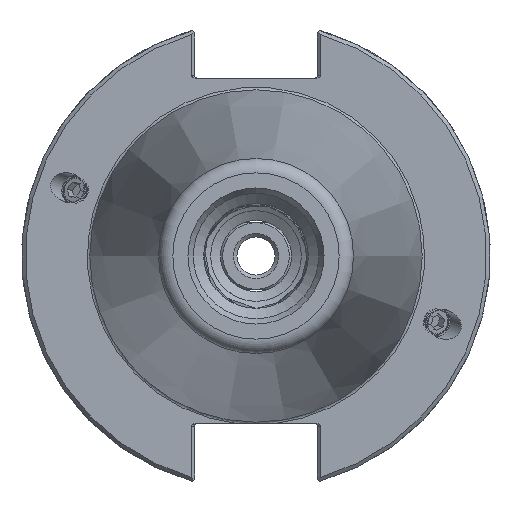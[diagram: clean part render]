
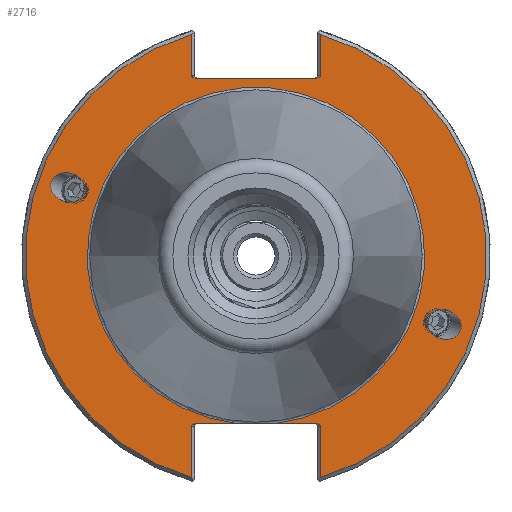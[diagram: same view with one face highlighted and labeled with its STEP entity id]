
A CAD part, left-side view. The second image highlights one B-rep face of the part: STEP entity #2716.
In plain terms, the highlighted planar face has unit normal (-1, 0, 0).
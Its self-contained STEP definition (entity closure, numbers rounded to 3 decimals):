
#650=CARTESIAN_POINT('',(3.175,-35.971,-13.092));
#651=VERTEX_POINT('',#650);
#652=CARTESIAN_POINT('',(3.175,-39.467,-14.365));
#653=DIRECTION('',(1.0,0.0,0.0));
#654=DIRECTION('',(0.0,-0.94,-0.342));
#655=AXIS2_PLACEMENT_3D('',#652,#653,#654);
#656=ELLIPSE('',#655,3.721,3.048);
#657=EDGE_CURVE('',#651,#651,#656,.T.);
#730=CARTESIAN_POINT('',(3.175,35.971,13.092));
#731=VERTEX_POINT('',#730);
#732=CARTESIAN_POINT('',(3.175,39.467,14.365));
#733=DIRECTION('',(1.0,0.0,0.0));
#734=DIRECTION('',(0.0,0.94,0.342));
#735=AXIS2_PLACEMENT_3D('',#732,#733,#734);
#736=ELLIPSE('',#735,3.721,3.048);
#737=EDGE_CURVE('',#731,#731,#736,.T.);
#1454=CARTESIAN_POINT('',(3.175,13.526,37.897));
#1455=VERTEX_POINT('',#1454);
#1462=CARTESIAN_POINT('',(3.175,12.807,37.389));
#1463=VERTEX_POINT('',#1462);
#1464=CARTESIAN_POINT('',(3.175,12.807,37.897));
#1465=DIRECTION('',(-1.0,0.0,0.0));
#1466=DIRECTION('',(0.0,1.0,0.0));
#1467=AXIS2_PLACEMENT_3D('',#1464,#1465,#1466);
#1468=ELLIPSE('',#1467,0.718,0.508);
#1469=EDGE_CURVE('',#1455,#1463,#1468,.T.);
#1565=CARTESIAN_POINT('',(3.175,13.526,46.524));
#1566=VERTEX_POINT('',#1565);
#1573=CARTESIAN_POINT('',(3.175,13.526,46.524));
#1574=DIRECTION('',(0.0,0.0,-1.0));
#1575=VECTOR('',#1574,8.628);
#1576=LINE('',#1573,#1575);
#1577=EDGE_CURVE('',#1566,#1455,#1576,.T.);
#1747=CARTESIAN_POINT('',(3.175,12.807,-35.255));
#1748=VERTEX_POINT('',#1747);
#1755=CARTESIAN_POINT('',(3.175,13.526,-35.763));
#1756=VERTEX_POINT('',#1755);
#1757=CARTESIAN_POINT('',(3.175,12.807,-35.763));
#1758=DIRECTION('',(-1.0,0.0,0.0));
#1759=DIRECTION('',(0.0,1.0,0.0));
#1760=AXIS2_PLACEMENT_3D('',#1757,#1758,#1759);
#1761=ELLIPSE('',#1760,0.718,0.508);
#1762=EDGE_CURVE('',#1748,#1756,#1761,.T.);
#1891=CARTESIAN_POINT('',(3.175,13.526,-46.524));
#1892=VERTEX_POINT('',#1891);
#1893=CARTESIAN_POINT('',(3.175,13.526,-35.763));
#1894=DIRECTION('',(0.0,0.0,-1.0));
#1895=VECTOR('',#1894,10.761);
#1896=LINE('',#1893,#1895);
#1897=EDGE_CURVE('',#1756,#1892,#1896,.T.);
#1922=CARTESIAN_POINT('',(3.175,-13.525,-35.763));
#1923=VERTEX_POINT('',#1922);
#1924=CARTESIAN_POINT('',(3.175,-12.807,-35.255));
#1925=VERTEX_POINT('',#1924);
#1926=CARTESIAN_POINT('',(3.175,-12.807,-35.763));
#1927=DIRECTION('',(-1.0,0.0,0.0));
#1928=DIRECTION('',(0.0,-1.0,0.0));
#1929=AXIS2_PLACEMENT_3D('',#1926,#1927,#1928);
#1930=ELLIPSE('',#1929,0.718,0.508);
#1931=EDGE_CURVE('',#1923,#1925,#1930,.T.);
#2035=CARTESIAN_POINT('',(3.175,-13.525,-46.524));
#2036=VERTEX_POINT('',#2035);
#2043=CARTESIAN_POINT('',(3.175,-13.525,-46.524));
#2044=DIRECTION('',(0.0,0.0,1.0));
#2045=VECTOR('',#2044,10.761);
#2046=LINE('',#2043,#2045);
#2047=EDGE_CURVE('',#2036,#1923,#2046,.T.);
#2233=CARTESIAN_POINT('',(3.175,-12.807,37.389));
#2234=VERTEX_POINT('',#2233);
#2241=CARTESIAN_POINT('',(3.175,-13.525,37.897));
#2242=VERTEX_POINT('',#2241);
#2243=CARTESIAN_POINT('',(3.175,-12.807,37.897));
#2244=DIRECTION('',(-1.0,0.0,0.0));
#2245=DIRECTION('',(0.0,-1.0,0.0));
#2246=AXIS2_PLACEMENT_3D('',#2243,#2244,#2245);
#2247=ELLIPSE('',#2246,0.718,0.508);
#2248=EDGE_CURVE('',#2234,#2242,#2247,.T.);
#2362=CARTESIAN_POINT('',(3.175,-13.525,46.524));
#2363=VERTEX_POINT('',#2362);
#2364=CARTESIAN_POINT('',(3.175,-13.525,37.897));
#2365=DIRECTION('',(0.0,0.0,1.0));
#2366=VECTOR('',#2365,8.628);
#2367=LINE('',#2364,#2366);
#2368=EDGE_CURVE('',#2242,#2363,#2367,.T.);
#2537=CARTESIAN_POINT('',(3.175,12.807,37.389));
#2538=DIRECTION('',(0.0,-1.0,0.0));
#2539=VECTOR('',#2538,25.614);
#2540=LINE('',#2537,#2539);
#2541=EDGE_CURVE('',#1463,#2234,#2540,.T.);
#2619=CARTESIAN_POINT('',(3.175,-3.545,-35.255));
#2620=VERTEX_POINT('',#2619);
#2621=CARTESIAN_POINT('',(3.175,3.545,-35.255));
#2622=VERTEX_POINT('',#2621);
#2657=CARTESIAN_POINT('',(3.175,0.0,0.0));
#2658=DIRECTION('',(-1.0,0.0,0.0));
#2659=DIRECTION('',(0.0,-1.0,0.0));
#2660=AXIS2_PLACEMENT_3D('',#2657,#2658,#2659);
#2661=CIRCLE('',#2660,35.433);
#2662=EDGE_CURVE('',#2620,#2622,#2661,.T.);
#2667=CARTESIAN_POINT('',(3.175,42.069,0.0));
#2668=DIRECTION('',(-1.0,0.0,0.0));
#2669=DIRECTION('',(0.0,0.0,1.0));
#2670=AXIS2_PLACEMENT_3D('',#2667,#2668,#2669);
#2671=PLANE('',#2670);
#2672=ORIENTED_EDGE('',*,*,#2662,.F.);
#2673=CARTESIAN_POINT('',(3.175,-12.807,-35.255));
#2674=DIRECTION('',(0.0,1.0,0.0));
#2675=VECTOR('',#2674,9.262);
#2676=LINE('',#2673,#2675);
#2677=EDGE_CURVE('',#1925,#2620,#2676,.T.);
#2678=ORIENTED_EDGE('',*,*,#2677,.F.);
#2679=ORIENTED_EDGE('',*,*,#1931,.F.);
#2680=ORIENTED_EDGE('',*,*,#2047,.F.);
#2681=CARTESIAN_POINT('',(3.175,0.0,0.0));
#2682=DIRECTION('',(1.0,0.0,0.0));
#2683=DIRECTION('',(0.0,-1.0,0.0));
#2684=AXIS2_PLACEMENT_3D('',#2681,#2682,#2683);
#2685=CIRCLE('',#2684,48.45);
#2686=EDGE_CURVE('',#2363,#2036,#2685,.T.);
#2687=ORIENTED_EDGE('',*,*,#2686,.F.);
#2688=ORIENTED_EDGE('',*,*,#2368,.F.);
#2689=ORIENTED_EDGE('',*,*,#2248,.F.);
#2690=ORIENTED_EDGE('',*,*,#2541,.F.);
#2691=ORIENTED_EDGE('',*,*,#1469,.F.);
#2692=ORIENTED_EDGE('',*,*,#1577,.F.);
#2693=CARTESIAN_POINT('',(3.175,0.0,0.0));
#2694=DIRECTION('',(1.0,0.0,0.0));
#2695=DIRECTION('',(0.0,1.0,0.0));
#2696=AXIS2_PLACEMENT_3D('',#2693,#2694,#2695);
#2697=CIRCLE('',#2696,48.45);
#2698=EDGE_CURVE('',#1892,#1566,#2697,.T.);
#2699=ORIENTED_EDGE('',*,*,#2698,.F.);
#2700=ORIENTED_EDGE('',*,*,#1897,.F.);
#2701=ORIENTED_EDGE('',*,*,#1762,.F.);
#2702=CARTESIAN_POINT('',(3.175,3.545,-35.255));
#2703=DIRECTION('',(0.0,1.0,0.0));
#2704=VECTOR('',#2703,9.262);
#2705=LINE('',#2702,#2704);
#2706=EDGE_CURVE('',#2622,#1748,#2705,.T.);
#2707=ORIENTED_EDGE('',*,*,#2706,.F.);
#2708=EDGE_LOOP('',(#2672,#2678,#2679,#2680,#2687,#2688,#2689,#2690,#2691,#2692,#2699,#2700,#2701,#2707));
#2709=FACE_OUTER_BOUND('',#2708,.T.);
#2710=ORIENTED_EDGE('',*,*,#657,.T.);
#2711=EDGE_LOOP('',(#2710));
#2712=FACE_BOUND('',#2711,.T.);
#2713=ORIENTED_EDGE('',*,*,#737,.T.);
#2714=EDGE_LOOP('',(#2713));
#2715=FACE_BOUND('',#2714,.T.);
#2716=ADVANCED_FACE('',(#2709,#2712,#2715),#2671,.T.);
